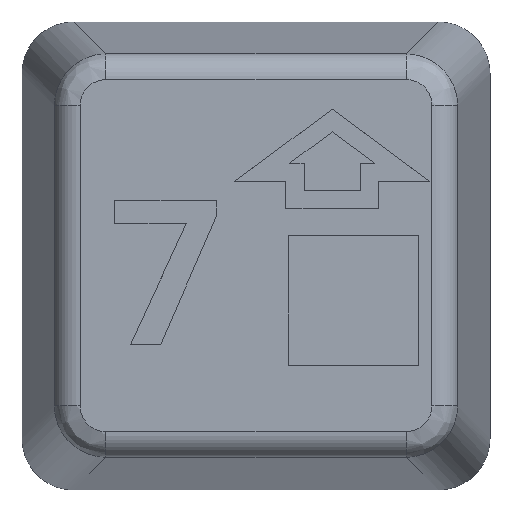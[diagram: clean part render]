
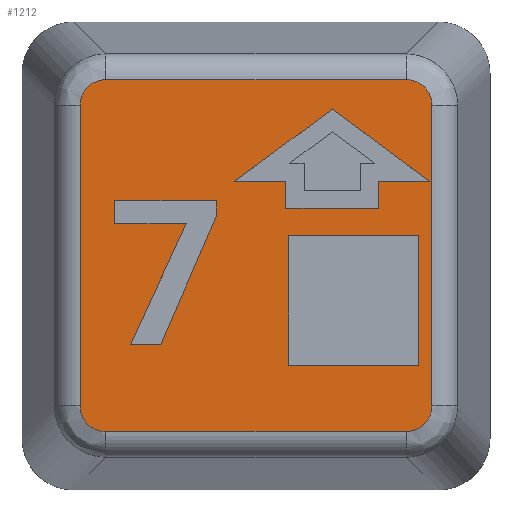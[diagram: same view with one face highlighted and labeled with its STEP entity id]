
A CAD part, top view. The second image highlights one B-rep face of the part: STEP entity #1212.
In plain terms, the highlighted planar face has unit normal (0, 0, 1).
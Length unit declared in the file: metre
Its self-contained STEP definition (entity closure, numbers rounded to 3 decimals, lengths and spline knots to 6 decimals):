
#39=ELLIPSE('',#1297,0.00102,0.001);
#40=ELLIPSE('',#1298,0.00102,0.001);
#41=ELLIPSE('',#1299,0.00102,0.001);
#42=ELLIPSE('',#1300,0.00102,0.001);
#59=ORIENTED_EDGE('',*,*,#413,.F.);
#60=ORIENTED_EDGE('',*,*,#414,.T.);
#61=ORIENTED_EDGE('',*,*,#415,.T.);
#62=ORIENTED_EDGE('',*,*,#416,.T.);
#63=ORIENTED_EDGE('',*,*,#417,.F.);
#64=ORIENTED_EDGE('',*,*,#418,.F.);
#65=ORIENTED_EDGE('',*,*,#419,.F.);
#66=ORIENTED_EDGE('',*,*,#420,.F.);
#67=ORIENTED_EDGE('',*,*,#421,.T.);
#68=ORIENTED_EDGE('',*,*,#422,.F.);
#69=ORIENTED_EDGE('',*,*,#423,.T.);
#70=ORIENTED_EDGE('',*,*,#424,.F.);
#71=ORIENTED_EDGE('',*,*,#425,.T.);
#72=ORIENTED_EDGE('',*,*,#426,.F.);
#73=ORIENTED_EDGE('',*,*,#427,.T.);
#74=ORIENTED_EDGE('',*,*,#428,.T.);
#75=ORIENTED_EDGE('',*,*,#429,.T.);
#76=ORIENTED_EDGE('',*,*,#430,.F.);
#77=ORIENTED_EDGE('',*,*,#431,.F.);
#78=ORIENTED_EDGE('',*,*,#432,.T.);
#79=ORIENTED_EDGE('',*,*,#433,.T.);
#80=ORIENTED_EDGE('',*,*,#434,.T.);
#81=ORIENTED_EDGE('',*,*,#435,.T.);
#82=ORIENTED_EDGE('',*,*,#436,.T.);
#83=ORIENTED_EDGE('',*,*,#437,.T.);
#84=ORIENTED_EDGE('',*,*,#438,.T.);
#413=EDGE_CURVE('',#590,#591,#706,.T.);
#414=EDGE_CURVE('',#590,#592,#707,.T.);
#415=EDGE_CURVE('',#592,#593,#708,.T.);
#416=EDGE_CURVE('',#593,#594,#709,.T.);
#417=EDGE_CURVE('',#595,#594,#710,.T.);
#418=EDGE_CURVE('',#596,#595,#711,.T.);
#419=EDGE_CURVE('',#591,#596,#712,.T.);
#420=EDGE_CURVE('',#597,#598,#39,.F.);
#421=EDGE_CURVE('',#597,#599,#713,.T.);
#422=EDGE_CURVE('',#600,#599,#40,.F.);
#423=EDGE_CURVE('',#600,#601,#714,.T.);
#424=EDGE_CURVE('',#602,#601,#41,.F.);
#425=EDGE_CURVE('',#602,#603,#715,.T.);
#426=EDGE_CURVE('',#604,#603,#42,.F.);
#427=EDGE_CURVE('',#604,#598,#716,.T.);
#428=EDGE_CURVE('',#605,#606,#717,.T.);
#429=EDGE_CURVE('',#606,#607,#718,.T.);
#430=EDGE_CURVE('',#608,#607,#719,.T.);
#431=EDGE_CURVE('',#605,#608,#720,.T.);
#432=EDGE_CURVE('',#609,#610,#721,.T.);
#433=EDGE_CURVE('',#610,#611,#722,.T.);
#434=EDGE_CURVE('',#611,#612,#723,.T.);
#435=EDGE_CURVE('',#612,#613,#724,.T.);
#436=EDGE_CURVE('',#613,#614,#725,.T.);
#437=EDGE_CURVE('',#614,#615,#726,.T.);
#438=EDGE_CURVE('',#615,#609,#727,.T.);
#590=VERTEX_POINT('',#1739);
#591=VERTEX_POINT('',#1740);
#592=VERTEX_POINT('',#1742);
#593=VERTEX_POINT('',#1744);
#594=VERTEX_POINT('',#1746);
#595=VERTEX_POINT('',#1748);
#596=VERTEX_POINT('',#1750);
#597=VERTEX_POINT('',#1753);
#598=VERTEX_POINT('',#1754);
#599=VERTEX_POINT('',#1756);
#600=VERTEX_POINT('',#1758);
#601=VERTEX_POINT('',#1760);
#602=VERTEX_POINT('',#1762);
#603=VERTEX_POINT('',#1764);
#604=VERTEX_POINT('',#1766);
#605=VERTEX_POINT('',#1769);
#606=VERTEX_POINT('',#1770);
#607=VERTEX_POINT('',#1772);
#608=VERTEX_POINT('',#1774);
#609=VERTEX_POINT('',#1777);
#610=VERTEX_POINT('',#1778);
#611=VERTEX_POINT('',#1780);
#612=VERTEX_POINT('',#1782);
#613=VERTEX_POINT('',#1784);
#614=VERTEX_POINT('',#1786);
#615=VERTEX_POINT('',#1788);
#706=LINE('',#1738,#853);
#707=LINE('',#1741,#854);
#708=LINE('',#1743,#855);
#709=LINE('',#1745,#856);
#710=LINE('',#1747,#857);
#711=LINE('',#1749,#858);
#712=LINE('',#1751,#859);
#713=LINE('',#1755,#860);
#714=LINE('',#1759,#861);
#715=LINE('',#1763,#862);
#716=LINE('',#1767,#863);
#717=LINE('',#1768,#864);
#718=LINE('',#1771,#865);
#719=LINE('',#1773,#866);
#720=LINE('',#1775,#867);
#721=LINE('',#1776,#868);
#722=LINE('',#1779,#869);
#723=LINE('',#1781,#870);
#724=LINE('',#1783,#871);
#725=LINE('',#1785,#872);
#726=LINE('',#1787,#873);
#727=LINE('',#1789,#874);
#853=VECTOR('',#1397,1.);
#854=VECTOR('',#1398,1.);
#855=VECTOR('',#1399,1.);
#856=VECTOR('',#1400,1.);
#857=VECTOR('',#1401,1.);
#858=VECTOR('',#1402,1.);
#859=VECTOR('',#1403,1.);
#860=VECTOR('',#1406,1.);
#861=VECTOR('',#1409,1.);
#862=VECTOR('',#1412,1.);
#863=VECTOR('',#1415,1.);
#864=VECTOR('',#1416,1.);
#865=VECTOR('',#1417,1.);
#866=VECTOR('',#1418,1.);
#867=VECTOR('',#1419,1.);
#868=VECTOR('',#1420,1.);
#869=VECTOR('',#1421,1.);
#870=VECTOR('',#1422,1.);
#871=VECTOR('',#1423,1.);
#872=VECTOR('',#1424,1.);
#873=VECTOR('',#1425,1.);
#874=VECTOR('',#1426,1.);
#1000=EDGE_LOOP('',(#59,#60,#61,#62,#63,#64,#65));
#1001=EDGE_LOOP('',(#66,#67,#68,#69,#70,#71,#72,#73));
#1002=EDGE_LOOP('',(#74,#75,#76,#77));
#1003=EDGE_LOOP('',(#78,#79,#80,#81,#82,#83,#84));
#1079=FACE_BOUND('',#1000,.T.);
#1080=FACE_BOUND('',#1001,.T.);
#1081=FACE_BOUND('',#1002,.T.);
#1082=FACE_BOUND('',#1003,.T.);
#1158=PLANE('',#1296);
#1212=ADVANCED_FACE('',(#1079,#1080,#1081,#1082),#1158,.T.);
#1296=AXIS2_PLACEMENT_3D('',#1737,#1395,#1396);
#1297=AXIS2_PLACEMENT_3D('',#1752,#1404,#1405);
#1298=AXIS2_PLACEMENT_3D('',#1757,#1407,#1408);
#1299=AXIS2_PLACEMENT_3D('',#1761,#1410,#1411);
#1300=AXIS2_PLACEMENT_3D('',#1765,#1413,#1414);
#1395=DIRECTION('',(0.,0.,1.));
#1396=DIRECTION('',(1.,0.,0.));
#1397=DIRECTION('',(-0.804,-0.595,0.));
#1398=DIRECTION('',(0.804,-0.595,0.));
#1399=DIRECTION('',(-1.,0.,0.));
#1400=DIRECTION('',(0.,-1.,0.));
#1401=DIRECTION('',(1.,0.,0.));
#1402=DIRECTION('',(0.,-1.,0.));
#1403=DIRECTION('',(1.,0.,0.));
#1404=DIRECTION('',(0.,0.,1.));
#1405=DIRECTION('',(-0.707,-0.707,0.));
#1406=DIRECTION('',(-1.,0.,0.));
#1407=DIRECTION('',(0.,0.,1.));
#1408=DIRECTION('',(0.707,-0.707,0.));
#1409=DIRECTION('',(0.,-1.,0.));
#1410=DIRECTION('',(0.,0.,1.));
#1411=DIRECTION('',(0.707,0.707,0.));
#1412=DIRECTION('',(1.,0.,0.));
#1413=DIRECTION('',(0.,0.,1.));
#1414=DIRECTION('',(-0.707,0.707,0.));
#1415=DIRECTION('',(0.,1.,0.));
#1416=DIRECTION('',(1.,0.,0.));
#1417=DIRECTION('',(0.,-1.,0.));
#1418=DIRECTION('',(1.,0.,0.));
#1419=DIRECTION('',(0.,-1.,0.));
#1420=DIRECTION('',(0.,-1.,0.));
#1421=DIRECTION('',(-0.399,-0.917,0.));
#1422=DIRECTION('',(-1.,0.,0.));
#1423=DIRECTION('',(0.419,0.908,0.));
#1424=DIRECTION('',(-1.,0.,0.));
#1425=DIRECTION('',(0.,1.,0.));
#1426=DIRECTION('',(1.,0.,0.));
#1737=CARTESIAN_POINT('',(0.126,0.009,0.0095));
#1738=CARTESIAN_POINT('',(0.127055,0.013242,0.0095));
#1739=CARTESIAN_POINT('',(0.128933,0.014631,0.0095));
#1740=CARTESIAN_POINT('',(0.125177,0.011853,0.0095));
#1741=CARTESIAN_POINT('',(0.130811,0.013242,0.0095));
#1742=CARTESIAN_POINT('',(0.132689,0.011853,0.0095));
#1743=CARTESIAN_POINT('',(0.131704,0.011853,0.0095));
#1744=CARTESIAN_POINT('',(0.130719,0.011853,0.0095));
#1745=CARTESIAN_POINT('',(0.130719,0.011332,0.0095));
#1746=CARTESIAN_POINT('',(0.130719,0.010811,0.0095));
#1747=CARTESIAN_POINT('',(0.128041,0.010811,0.0095));
#1748=CARTESIAN_POINT('',(0.127148,0.010811,0.0095));
#1749=CARTESIAN_POINT('',(0.127148,0.011332,0.0095));
#1750=CARTESIAN_POINT('',(0.127148,0.011853,0.0095));
#1751=CARTESIAN_POINT('',(0.126163,0.011853,0.0095));
#1752=CARTESIAN_POINT('',(0.131757,0.014757,0.0095));
#1753=CARTESIAN_POINT('',(0.131777,0.015767,0.0095));
#1754=CARTESIAN_POINT('',(0.132767,0.014777,0.0095));
#1755=CARTESIAN_POINT('',(0.126,0.015767,0.0095));
#1756=CARTESIAN_POINT('',(0.120223,0.015767,0.0095));
#1757=CARTESIAN_POINT('',(0.120243,0.014757,0.0095));
#1758=CARTESIAN_POINT('',(0.119233,0.014777,0.0095));
#1759=CARTESIAN_POINT('',(0.119233,0.009,0.0095));
#1760=CARTESIAN_POINT('',(0.119233,0.003223,0.0095));
#1761=CARTESIAN_POINT('',(0.120243,0.003243,0.0095));
#1762=CARTESIAN_POINT('',(0.120223,0.002233,0.0095));
#1763=CARTESIAN_POINT('',(0.126,0.002233,0.0095));
#1764=CARTESIAN_POINT('',(0.131777,0.002233,0.0095));
#1765=CARTESIAN_POINT('',(0.131757,0.003243,0.0095));
#1766=CARTESIAN_POINT('',(0.132767,0.003223,0.0095));
#1767=CARTESIAN_POINT('',(0.132767,0.009,0.0095));
#1768=CARTESIAN_POINT('',(0.129753,0.009776,0.0095));
#1769=CARTESIAN_POINT('',(0.127253,0.009776,0.0095));
#1770=CARTESIAN_POINT('',(0.132253,0.009776,0.0095));
#1771=CARTESIAN_POINT('',(0.132253,0.007276,0.0095));
#1772=CARTESIAN_POINT('',(0.132253,0.004776,0.0095));
#1773=CARTESIAN_POINT('',(0.129753,0.004776,0.0095));
#1774=CARTESIAN_POINT('',(0.127253,0.004776,0.0095));
#1775=CARTESIAN_POINT('',(0.127253,0.007276,0.0095));
#1776=CARTESIAN_POINT('',(0.124472,0.010807,0.0095));
#1777=CARTESIAN_POINT('',(0.124472,0.011114,0.0095));
#1778=CARTESIAN_POINT('',(0.124472,0.010499,0.0095));
#1779=CARTESIAN_POINT('',(0.123403,0.008042,0.0095));
#1780=CARTESIAN_POINT('',(0.122334,0.005585,0.0095));
#1781=CARTESIAN_POINT('',(0.121755,0.005585,0.0095));
#1782=CARTESIAN_POINT('',(0.121176,0.005585,0.0095));
#1783=CARTESIAN_POINT('',(0.122247,0.007905,0.0095));
#1784=CARTESIAN_POINT('',(0.123317,0.010226,0.0095));
#1785=CARTESIAN_POINT('',(0.121943,0.010226,0.0095));
#1786=CARTESIAN_POINT('',(0.120568,0.010226,0.0095));
#1787=CARTESIAN_POINT('',(0.120568,0.01067,0.0095));
#1788=CARTESIAN_POINT('',(0.120568,0.011114,0.0095));
#1789=CARTESIAN_POINT('',(0.12252,0.011114,0.0095));
